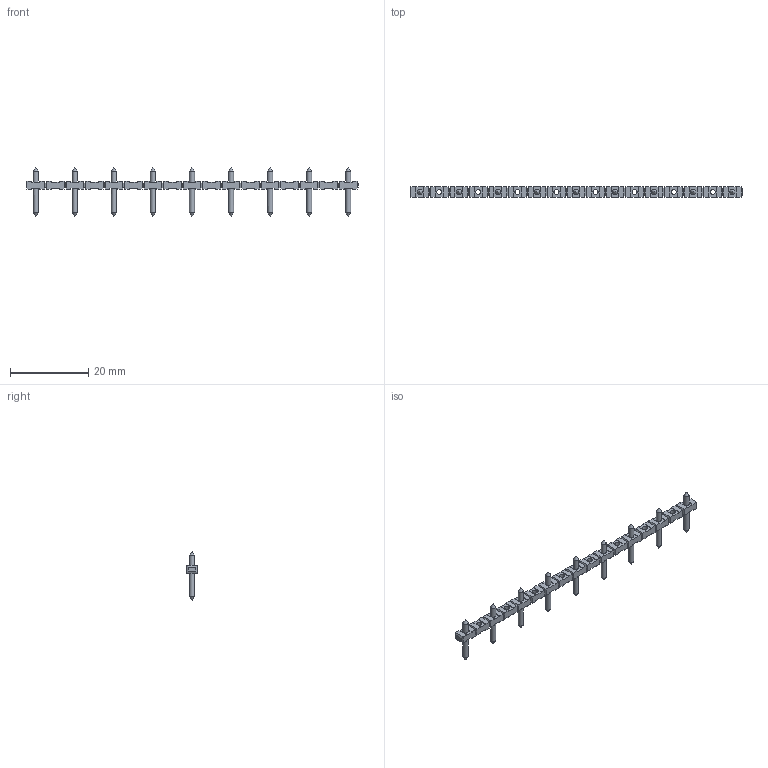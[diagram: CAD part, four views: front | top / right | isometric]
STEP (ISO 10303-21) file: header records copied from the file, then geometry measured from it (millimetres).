
FILE_DESCRIPTION(('STEP AP214'),'1');
FILE_NAME('PVS09-10.stp','2018-11-21T09:32:15',(' '),(' '),'Spatial InterOp 3D',' ',' ');
FILE_SCHEMA(('AUTOMOTIVE_DESIGN { 1 0 10303 214 1 1 1 1 }'));
Length unit declared in the file: metre
Products named in the file (1): 1
Bounding box: 85 x 2.8 x 12.5 mm (x, y, z)
Volume: 517.6 mm3; surface area: 1271.5 mm2
Topology: 1 solids, 1 shells, 386 faces, 969 edges, 585 vertices
Faces by surface type: plane 342, cylinder 26, cone 18
Full cylindrical faces by diameter (mm): 1.3 x26
Entity records: 13613 total; most frequent: CARTESIAN_POINT 1809, ORIENTED_EDGE 1744, DIRECTION 1698, EDGE_CURVE 872, LINE 820, VECTOR 820, VERTEX_POINT 550, EDGE_LOOP 446
